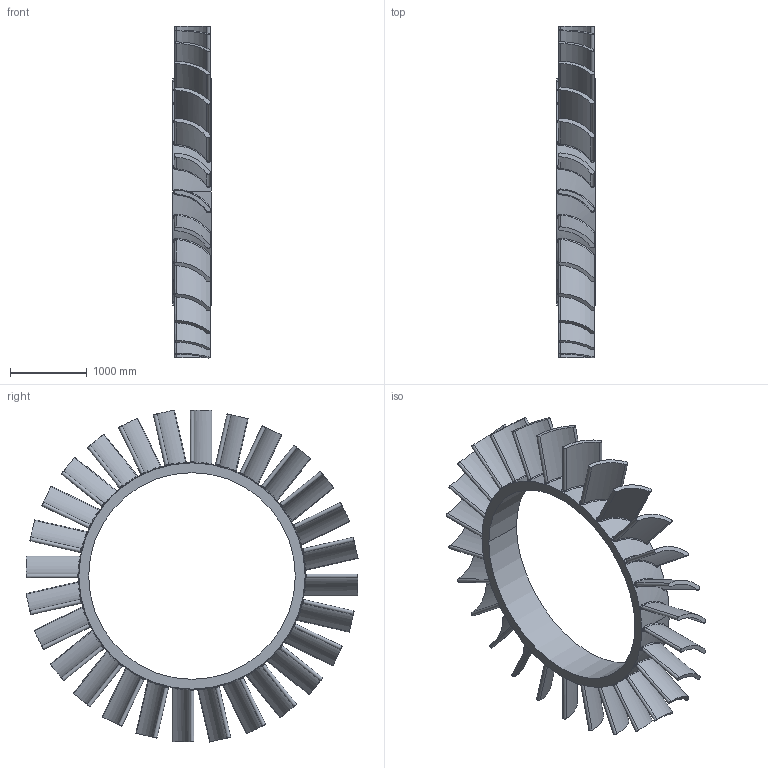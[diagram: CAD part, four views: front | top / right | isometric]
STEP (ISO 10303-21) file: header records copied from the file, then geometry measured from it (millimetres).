
FILE_DESCRIPTION((''),'2;1');
FILE_NAME('PETROL_TURBINE_ONE','2025-12-19T09:18:49',('H576696'),('Honeywell International Inc.'),'CREO PARAMETRIC BY PTC INC, 2023134','CREO PARAMETRIC BY PTC INC, 2023134','');
FILE_SCHEMA(('AUTOMOTIVE_DESIGN { 1 0 10303 214 1 1 1 1 }'));
Length unit declared in the file: inch
Products named in the file (1): PETROL_TURBINE_ONE
Bounding box: 508 x 4324.59 x 4324.59 mm (x, y, z)
Volume: 1098040354.6 mm3; surface area: 33328251.6 mm2
Topology: 1 solids, 1 shells, 262 faces, 586 edges, 352 vertices
Faces by surface type: cylinder 116, bspline 116, plane 30
Entity records: 21846 total; most frequent: CARTESIAN_POINT 13008, ORIENTED_EDGE 1172, DIRECTION 884, PRESENTATION_STYLE_ASSIGNMENT 849, STYLED_ITEM 849, CURVE_STYLE 586, EDGE_CURVE 586, AXIS2_PLACEMENT_3D 383
